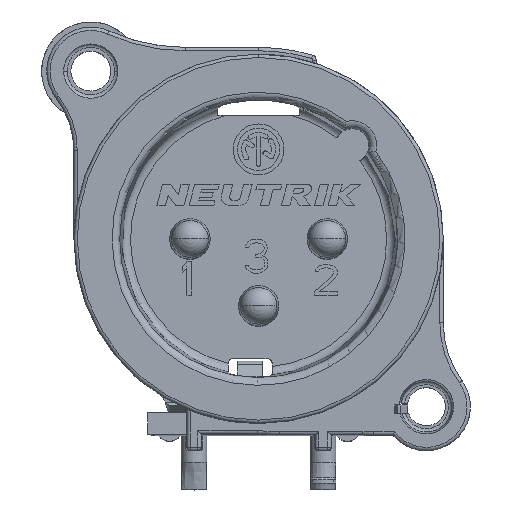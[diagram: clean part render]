
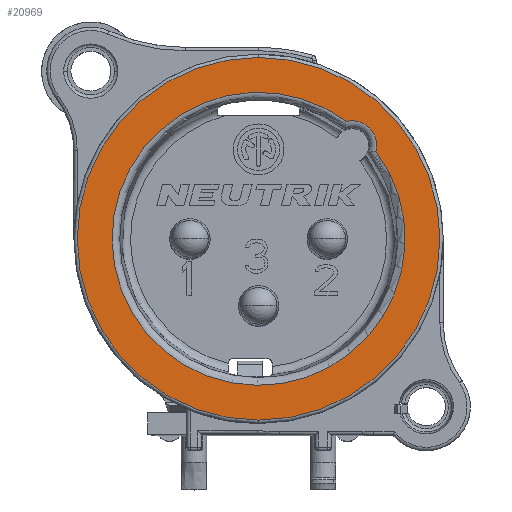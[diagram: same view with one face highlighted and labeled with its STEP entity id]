
A CAD part, top view. The second image highlights one B-rep face of the part: STEP entity #20969.
In plain terms, the highlighted planar face has unit normal (0, 0, 1).
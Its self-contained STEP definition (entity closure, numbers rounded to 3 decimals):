
#2529=CARTESIAN_POINT('',(0.,0.,2.7));
#2530=DIRECTION('',(0.,0.,-1.));
#2531=DIRECTION('',(0.,1.,0.));
#2532=AXIS2_PLACEMENT_3D('',#2529,#2530,#2531);
#2537=CARTESIAN_POINT('',(0.,0.,2.7));
#2538=DIRECTION('',(0.,0.,1.));
#2539=DIRECTION('',(0.,1.,0.));
#2540=AXIS2_PLACEMENT_3D('',#2537,#2538,#2539);
#2545=CARTESIAN_POINT('',(5.515,5.515,2.7));
#2546=DIRECTION('',(0.,0.,-1.));
#2547=DIRECTION('',(-0.235,0.972,0.));
#2548=AXIS2_PLACEMENT_3D('',#2545,#2546,#2547);
#2553=CARTESIAN_POINT('',(0.,0.,2.7));
#2554=DIRECTION('',(0.,0.,1.));
#2555=DIRECTION('',(0.599,0.801,0.));
#2556=AXIS2_PLACEMENT_3D('',#2553,#2554,#2555);
#16270=CARTESIAN_POINT('',(0.,10.7,2.7));
#16271=VERTEX_POINT('',#16270);
#16273=CARTESIAN_POINT('',(0.,-10.7,2.7));
#16275=VERTEX_POINT('',#16273);
#17549=CARTESIAN_POINT('',(5.175,6.925,2.7));
#17550=CARTESIAN_POINT('',(6.925,5.175,2.7));
#17551=VERTEX_POINT('',#17549);
#17552=VERTEX_POINT('',#17550);
#20954=CARTESIAN_POINT('',(0.,0.,2.7));
#20955=DIRECTION('',(0.,0.,-1.));
#20956=DIRECTION('',(0.,-1.,0.));
#20957=AXIS2_PLACEMENT_3D('',#20954,#20955,#20956);
#20958=PLANE('',#20957);
#20959=ORIENTED_EDGE('',*,*,#20922,.T.);
#20960=ORIENTED_EDGE('',*,*,#20940,.F.);
#20961=EDGE_LOOP('',(#20959,#20960));
#20962=FACE_OUTER_BOUND('',#20961,.F.);
#20964=ORIENTED_EDGE('',*,*,#20963,.F.);
#20966=ORIENTED_EDGE('',*,*,#20965,.T.);
#20967=EDGE_LOOP('',(#20964,#20966));
#20968=FACE_BOUND('',#20967,.F.);
#2533=CIRCLE('',#2532,10.7);
#2541=CIRCLE('',#2540,10.7);
#2549=CIRCLE('',#2548,1.45);
#2557=CIRCLE('',#2556,8.645);
#20922=EDGE_CURVE('',#16271,#16275,#2533,.T.);
#20940=EDGE_CURVE('',#16271,#16275,#2541,.T.);
#20963=EDGE_CURVE('',#17551,#17552,#2549,.T.);
#20965=EDGE_CURVE('',#17551,#17552,#2557,.T.);
#20969=ADVANCED_FACE('',(#20962,#20968),#20958,.F.);
